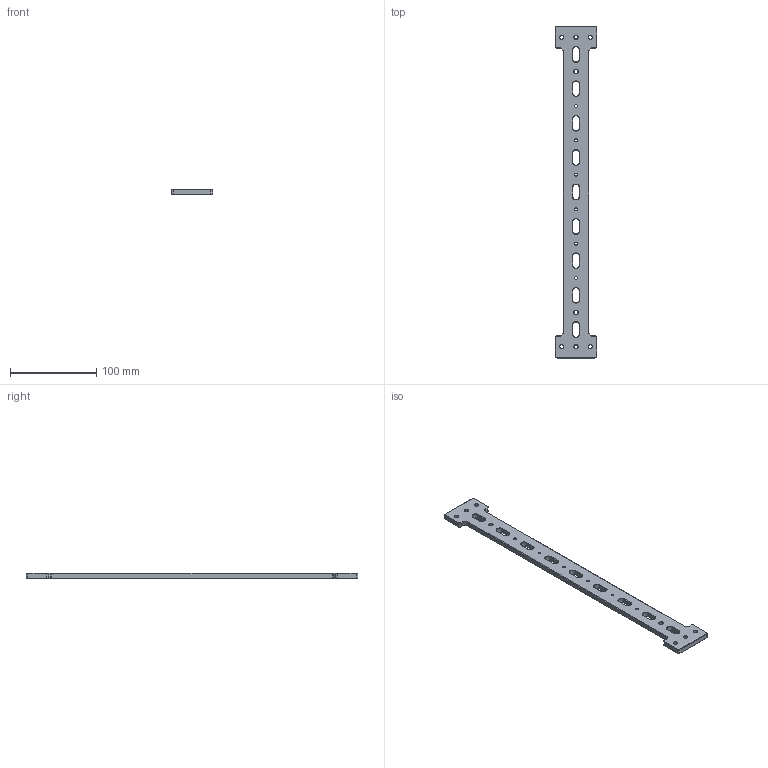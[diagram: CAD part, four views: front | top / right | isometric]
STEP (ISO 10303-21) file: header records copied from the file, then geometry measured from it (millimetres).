
FILE_DESCRIPTION(/* description */ (''),/* implementation_level */ '2;1');
FILE_NAME(/* name */ 'y-axis_plate.step',/* time_stamp */ '2021-02-28T13:58:36+07:00',/* author */ (''),/* organization */ (''),/* preprocessor_version */ 'ST-DEVELOPER v18.1',/* originating_system */ 'Autodesk Translation Framework v9.7.0.1280',/* authorisation */ '');
FILE_SCHEMA (('AUTOMOTIVE_DESIGN { 1 0 10303 214 3 1 1 }'));
Length unit declared in the file: millimetre
Products named in the file (1): Y-Axis Plate
Bounding box: 48 x 386.02 x 6 mm (x, y, z)
Volume: 67332.1 mm3; surface area: 30521.1 mm2
Topology: 1 solids, 1 shells, 236 faces, 558 edges, 324 vertices
Faces by surface type: plane 104, cone 84, cylinder 48
Full cylindrical faces by diameter (mm): 3.332 x6, 4.5 x8
Entity records: 6770 total; most frequent: DIRECTION 1220, CARTESIAN_POINT 1119, ORIENTED_EDGE 1116, EDGE_CURVE 558, AXIS2_PLACEMENT_3D 425, LINE 370, VECTOR 370, VERTEX_POINT 324
